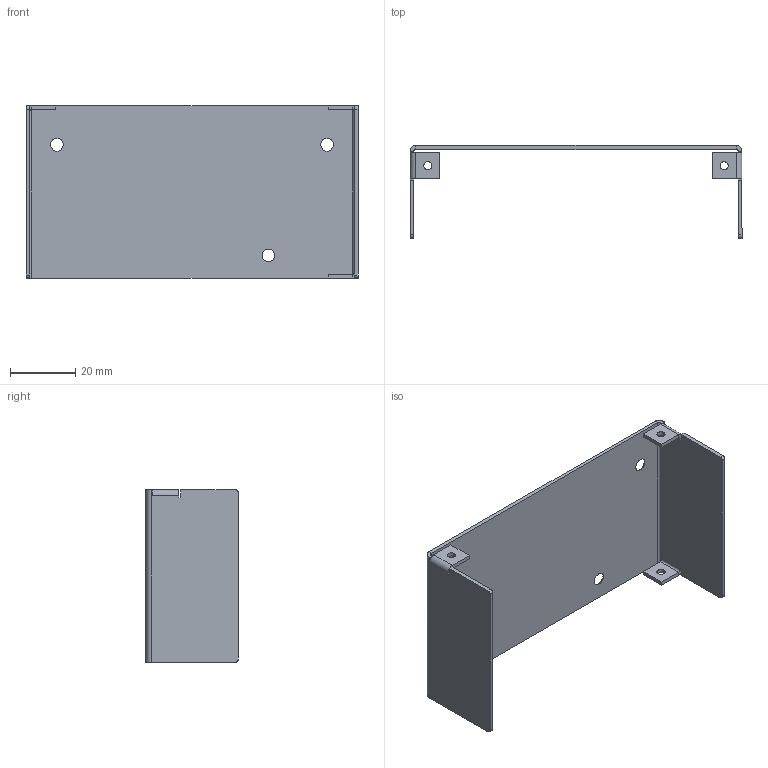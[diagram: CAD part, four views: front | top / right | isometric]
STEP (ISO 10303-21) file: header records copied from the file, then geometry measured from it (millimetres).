
FILE_DESCRIPTION (( 'STEP AP214' ), '1' );
FILE_NAME ('coperchio.STEP', '2019-04-07T17:06:03', ( '' ), ( '' ), 'SwSTEP 2.0', 'SolidWorks 2018', '' );
FILE_SCHEMA (( 'AUTOMOTIVE_DESIGN' ));
Length unit declared in the file: millimetre
Products named in the file (1): coperchio
Bounding box: 102 x 28.5 x 53 mm (x, y, z)
Volume: 10011 mm3; surface area: 17364.1 mm2
Topology: 1 solids, 1 shells, 80 faces, 197 edges, 119 vertices
Faces by surface type: plane 54, cylinder 20, cone 6
Entity records: 2378 total; most frequent: DIRECTION 414, CARTESIAN_POINT 397, ORIENTED_EDGE 394, EDGE_CURVE 197, LINE 142, VECTOR 142, AXIS2_PLACEMENT_3D 136, VERTEX_POINT 119
